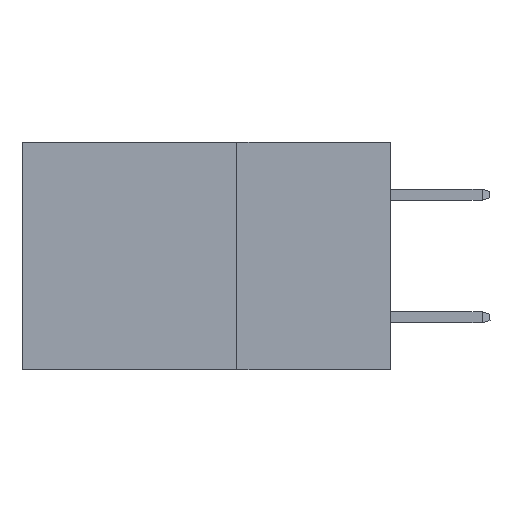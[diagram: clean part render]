
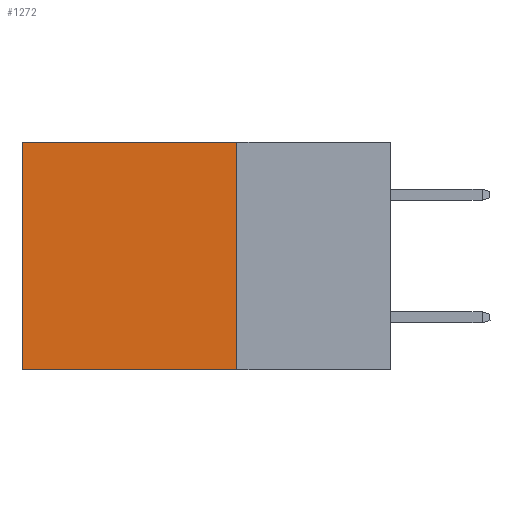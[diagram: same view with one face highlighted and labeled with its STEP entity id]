
A CAD part, left-side view. The second image highlights one B-rep face of the part: STEP entity #1272.
In plain terms, the highlighted planar face has unit normal (-1, 0, 0).
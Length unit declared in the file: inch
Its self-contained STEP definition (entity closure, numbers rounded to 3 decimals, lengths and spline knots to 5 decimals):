
#253 = LINE ( 'NONE', #7333, #3727 ) ;
#323 = EDGE_CURVE ( 'NONE', #9363, #8682, #253, .T. ) ;
#523 = CARTESIAN_POINT ( 'NONE',  ( 0.2875, 0.6, 0. ) ) ;
#674 = CARTESIAN_POINT ( 'NONE',  ( 0.2875, 0.25, 0. ) ) ;
#1272 = ADVANCED_FACE ( 'NONE', ( #6061 ), #2305, .F. ) ;
#1296 = ORIENTED_EDGE ( 'NONE', *, *, #6674, .F. ) ;
#1580 = CARTESIAN_POINT ( 'NONE',  ( 0.2875, 0.6, -0.37 ) ) ;
#1810 = VERTEX_POINT ( 'NONE', #5058 ) ;
#1982 = DIRECTION ( 'NONE',  ( 0., 0., -1. ) ) ;
#2061 = DIRECTION ( 'NONE',  ( 0., 0., -1. ) ) ;
#2107 = DIRECTION ( 'NONE',  ( 0., 0., -1. ) ) ;
#2305 = PLANE ( 'NONE',  #7221 ) ;
#2308 = EDGE_LOOP ( 'NONE', ( #9413, #5538, #1296, #9972 ) ) ;
#3454 = LINE ( 'NONE', #6561, #3502 ) ;
#3502 = VECTOR ( 'NONE', #9005, 39.37008 ) ;
#3680 = VECTOR ( 'NONE', #1982, 39.37008 ) ;
#3727 = VECTOR ( 'NONE', #9614, 39.37008 ) ;
#3766 = DIRECTION ( 'NONE',  ( 1., 0., 0. ) ) ;
#3858 = CARTESIAN_POINT ( 'NONE',  ( 0.2875, 0.25, 0. ) ) ;
#4441 = LINE ( 'NONE', #9890, #3680 ) ;
#5058 = CARTESIAN_POINT ( 'NONE',  ( 0.2875, 0.25, -0.37 ) ) ;
#5538 = ORIENTED_EDGE ( 'NONE', *, *, #6272, .F. ) ;
#6061 = FACE_OUTER_BOUND ( 'NONE', #2308, .T. ) ;
#6272 = EDGE_CURVE ( 'NONE', #1810, #7668, #3454, .T. ) ;
#6561 = CARTESIAN_POINT ( 'NONE',  ( 0.2875, 0.25, -0.37 ) ) ;
#6674 = EDGE_CURVE ( 'NONE', #9363, #1810, #4441, .T. ) ;
#7221 = AXIS2_PLACEMENT_3D ( 'NONE', #674, #3766, #2107 ) ;
#7333 = CARTESIAN_POINT ( 'NONE',  ( 0.2875, 0.25, 0. ) ) ;
#7668 = VERTEX_POINT ( 'NONE', #1580 ) ;
#8373 = EDGE_CURVE ( 'NONE', #8682, #7668, #8980, .T. ) ;
#8682 = VERTEX_POINT ( 'NONE', #9461 ) ;
#8980 = LINE ( 'NONE', #523, #9698 ) ;
#9005 = DIRECTION ( 'NONE',  ( 0., 1., 0. ) ) ;
#9363 = VERTEX_POINT ( 'NONE', #3858 ) ;
#9413 = ORIENTED_EDGE ( 'NONE', *, *, #8373, .T. ) ;
#9461 = CARTESIAN_POINT ( 'NONE',  ( 0.2875, 0.6, 0. ) ) ;
#9614 = DIRECTION ( 'NONE',  ( 0., 1., 0. ) ) ;
#9698 = VECTOR ( 'NONE', #2061, 39.37008 ) ;
#9890 = CARTESIAN_POINT ( 'NONE',  ( 0.2875, 0.25, 0. ) ) ;
#9972 = ORIENTED_EDGE ( 'NONE', *, *, #323, .T. ) ;
